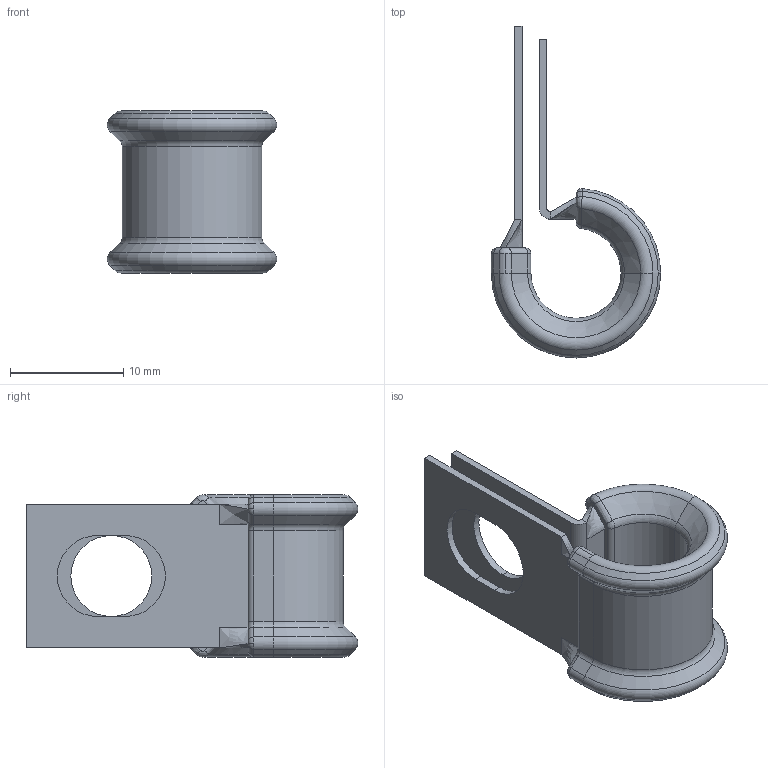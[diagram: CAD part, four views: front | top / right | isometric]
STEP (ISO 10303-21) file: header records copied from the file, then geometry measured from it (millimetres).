
FILE_DESCRIPTION (( 'STEP AP214' ), '1' );
FILE_NAME ('CFV0609Z1.step', '2018-10-31T16:36:50', ( 'User' ), ( 'Microsoft' ), 'SwSTEP 2.0', 'SolidWorks 2018', '' );
FILE_SCHEMA (( 'AUTOMOTIVE_DESIGN' ));
Length unit declared in the file: inch
Products named in the file (1): CFV0609Z1
Bounding box: 14.94 x 29.26 x 14.3 mm (x, y, z)
Volume: 1126.1 mm3; surface area: 1815.7 mm2
Topology: 1 solids, 1 shells, 117 faces, 288 edges, 175 vertices
Faces by surface type: cylinder 30, bspline 27, torus 26, plane 25, cone 9
Entity records: 5473 total; most frequent: CARTESIAN_POINT 1673, ORIENTED_EDGE 576, DIRECTION 557, EDGE_CURVE 288, AXIS2_PLACEMENT_3D 217, VERTEX_POINT 175, CIRCLE 126, EDGE_LOOP 123
